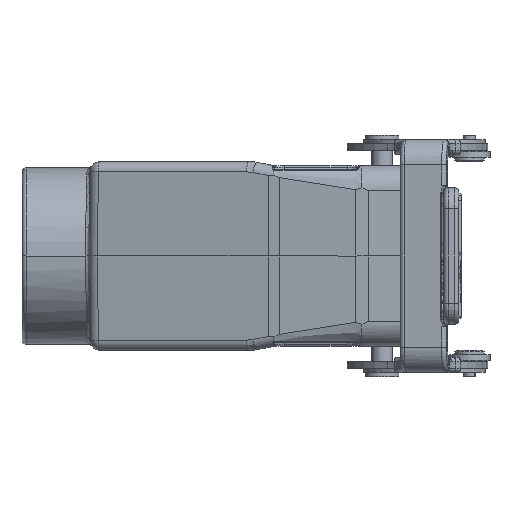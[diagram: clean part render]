
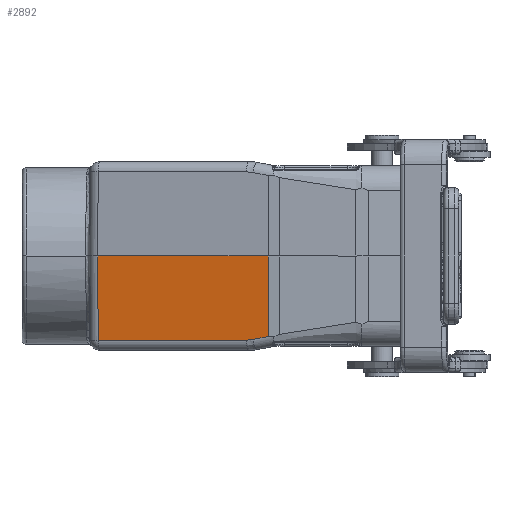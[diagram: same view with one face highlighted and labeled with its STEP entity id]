
A CAD part, left-side view. The second image highlights one B-rep face of the part: STEP entity #2892.
In plain terms, the highlighted planar face has unit normal (-0.982, 0.19, -0.009).
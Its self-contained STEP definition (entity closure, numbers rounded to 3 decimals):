
#1415=PLANE('',#34206);
#2892=ADVANCED_FACE('',(#5207),#1415,.T.);
#5207=FACE_OUTER_BOUND('',#7111,.T.);
#7111=EDGE_LOOP('',(#19630,#19631,#19632,#19633,#19634,#19635));
#8667=B_SPLINE_CURVE_WITH_KNOTS('',3,(#56833,#56834,#56835,#56836),
 .UNSPECIFIED.,.F.,.F.,(4,4),(0.,1.),.UNSPECIFIED.);
#10399=LINE('',#56859,#12736);
#10409=LINE('',#56931,#12746);
#10652=LINE('',#58569,#12992);
#10660=LINE('',#58981,#13000);
#10661=LINE('',#58983,#13001);
#12736=VECTOR('',#39421,1.);
#12746=VECTOR('',#39469,1.);
#12992=VECTOR('',#40231,1.);
#13000=VECTOR('',#40251,1.);
#13001=VECTOR('',#40254,1.);
#19630=ORIENTED_EDGE('',*,*,#29455,.F.);
#19631=ORIENTED_EDGE('',*,*,#29008,.F.);
#19632=ORIENTED_EDGE('',*,*,#28986,.T.);
#19633=ORIENTED_EDGE('',*,*,#28982,.F.);
#19634=ORIENTED_EDGE('',*,*,#29428,.F.);
#19635=ORIENTED_EDGE('',*,*,#29454,.F.);
#25044=VERTEX_POINT('',#56832);
#25045=VERTEX_POINT('',#56837);
#25046=VERTEX_POINT('',#56856);
#25055=VERTEX_POINT('',#56932);
#25312=VERTEX_POINT('',#58567);
#25324=VERTEX_POINT('',#58973);
#28982=EDGE_CURVE('',#25044,#25045,#8667,.T.);
#28986=EDGE_CURVE('',#25046,#25045,#10399,.T.);
#29008=EDGE_CURVE('',#25046,#25055,#10409,.T.);
#29428=EDGE_CURVE('',#25312,#25044,#10652,.T.);
#29454=EDGE_CURVE('',#25324,#25312,#10660,.T.);
#29455=EDGE_CURVE('',#25055,#25324,#10661,.T.);
#34206=AXIS2_PLACEMENT_3D('',#58984,#40255,#40256);
#39421=DIRECTION('',(-0.19,-0.982,0.));
#39469=DIRECTION('',(-0.007,0.009,1.));
#40231=DIRECTION('',(0.188,0.963,-0.193));
#40251=DIRECTION('',(0.009,0.,-1.));
#40254=DIRECTION('',(-0.19,-0.982,0.));
#40255=DIRECTION('',(-0.982,0.19,-0.009));
#40256=DIRECTION('',(-0.19,-0.982,0.));
#56832=CARTESIAN_POINT('',(-43.609,-9.007,-19.876));
#56833=CARTESIAN_POINT('',(-43.609,-9.007,-19.876));
#56834=CARTESIAN_POINT('',(-43.514,-8.523,-19.973));
#56835=CARTESIAN_POINT('',(-43.419,-8.029,-20.022));
#56836=CARTESIAN_POINT('',(-43.323,-7.536,-20.022));
#56837=CARTESIAN_POINT('',(-43.323,-7.536,-20.022));
#56856=CARTESIAN_POINT('',(-36.497,27.8,-20.022));
#56859=CARTESIAN_POINT('',(-36.497,27.8,-20.022));
#56931=CARTESIAN_POINT('',(-36.497,27.8,-20.022));
#56932=CARTESIAN_POINT('',(-36.641,27.974,0.));
#58567=CARTESIAN_POINT('',(-44.32,-12.657,-19.146));
#58569=CARTESIAN_POINT('',(-44.32,-12.657,-19.146));
#58973=CARTESIAN_POINT('',(-44.49,-12.657,0.));
#58981=CARTESIAN_POINT('',(-44.49,-12.657,0.));
#58983=CARTESIAN_POINT('',(-36.641,27.974,0.));
#58984=CARTESIAN_POINT('',(-44.75,-14.,0.));
